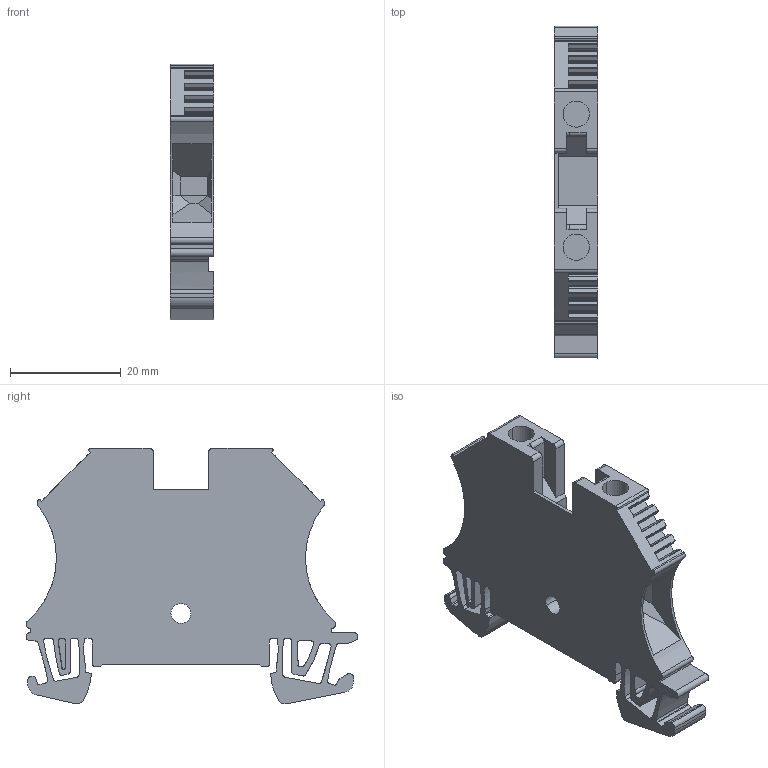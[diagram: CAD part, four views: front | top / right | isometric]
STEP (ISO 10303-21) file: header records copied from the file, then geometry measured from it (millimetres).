
FILE_DESCRIPTION(('CATIA V5 STEP Exchange','CAx-IF Rec.Pracs.--- Model Styling and Organization---1.4--- 2014-01-23'),'2;1');
FILE_NAME('1020210000.stp','2019-12-16T13:03:34+00:00',('none'),('none'),'CATIA Version 5-6 Release 2016 SP3 HF44','CATIA V5 STEP AP214','none');
FILE_SCHEMA(('AUTOMOTIVE_DESIGN { 1 0 10303 214 1 1 1 1 }'));
Length unit declared in the file: millimetre
Products named in the file (1): 1020210000_WDU_6_SW
Bounding box: 7.9 x 60 x 46.25 mm (x, y, z)
Volume: 12184.1 mm3; surface area: 7678.4 mm2
Topology: 1 solids, 1 shells, 340 faces, 1046 edges, 712 vertices
Faces by surface type: plane 224, cylinder 99, extrusion 12, cone 5
Entity records: 11251 total; most frequent: CARTESIAN_POINT 2194, ORIENTED_EDGE 2092, DIRECTION 1532, EDGE_CURVE 1046, VECTOR 793, LINE 781, VERTEX_POINT 712, AXIS2_PLACEMENT_3D 488
